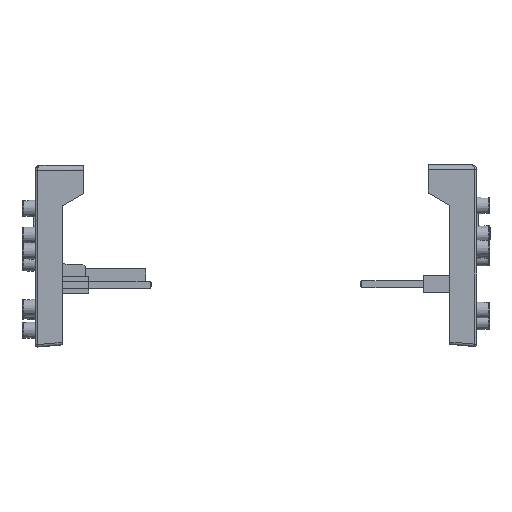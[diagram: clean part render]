
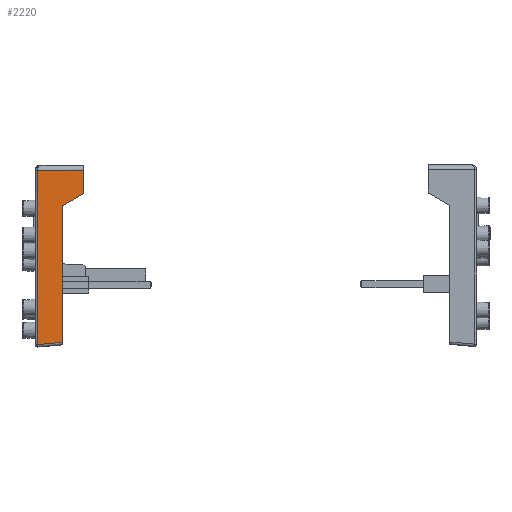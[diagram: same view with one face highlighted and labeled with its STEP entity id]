
A CAD part, left-side view. The second image highlights one B-rep face of the part: STEP entity #2220.
In plain terms, the highlighted planar face has unit normal (-1, 0, 0).
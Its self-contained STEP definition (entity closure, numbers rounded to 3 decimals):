
#1288=CIRCLE('',#20410,0.5);
#2220=ADVANCED_FACE('',(#3895),#3082,.T.);
#3082=PLANE('',#20959);
#3895=FACE_OUTER_BOUND('',#4970,.T.);
#4970=EDGE_LOOP('',(#8640,#8641,#8642,#8643,#8644,#8645,#8646));
#8640=ORIENTED_EDGE('',*,*,#14614,.F.);
#8641=ORIENTED_EDGE('',*,*,#14615,.F.);
#8642=ORIENTED_EDGE('',*,*,#14266,.F.);
#8643=ORIENTED_EDGE('',*,*,#13789,.F.);
#8644=ORIENTED_EDGE('',*,*,#13786,.T.);
#8645=ORIENTED_EDGE('',*,*,#13783,.F.);
#8646=ORIENTED_EDGE('',*,*,#14616,.F.);
#11574=VERTEX_POINT('',#28680);
#11596=VERTEX_POINT('',#28740);
#11597=VERTEX_POINT('',#28742);
#11599=VERTEX_POINT('',#28748);
#11601=VERTEX_POINT('',#28754);
#11926=VERTEX_POINT('',#29786);
#12133=VERTEX_POINT('',#30911);
#13783=EDGE_CURVE('',#11596,#11597,#16522,.T.);
#13786=EDGE_CURVE('',#11599,#11597,#16525,.T.);
#13789=EDGE_CURVE('',#11599,#11601,#1288,.T.);
#14266=EDGE_CURVE('',#11601,#11926,#16839,.T.);
#14614=EDGE_CURVE('',#11574,#12133,#17061,.T.);
#14615=EDGE_CURVE('',#11926,#11574,#17062,.T.);
#14616=EDGE_CURVE('',#12133,#11596,#17063,.T.);
#16522=LINE('',#28741,#18618);
#16525=LINE('',#28747,#18621);
#16839=LINE('',#29785,#18935);
#17061=LINE('',#30910,#19157);
#17062=LINE('',#30912,#19158);
#17063=LINE('',#30913,#19159);
#18618=VECTOR('',#23097,1.);
#18621=VECTOR('',#23102,1.);
#18935=VECTOR('',#24038,1.);
#19157=VECTOR('',#24740,1.);
#19158=VECTOR('',#24741,1.);
#19159=VECTOR('',#24742,1.);
#20410=AXIS2_PLACEMENT_3D('',#28753,#23108,#23109);
#20959=AXIS2_PLACEMENT_3D('',#30914,#24743,#24744);
#23097=DIRECTION('',(0.,0.,-1.));
#23102=DIRECTION('',(0.,-0.866,0.5));
#23108=DIRECTION('',(-1.,0.,0.));
#23109=DIRECTION('',(0.,0.866,0.5));
#24038=DIRECTION('',(0.,0.,-1.));
#24740=DIRECTION('',(0.,0.,1.));
#24741=DIRECTION('',(0.,0.996,-0.087));
#24742=DIRECTION('',(0.,-1.,0.));
#24743=DIRECTION('',(-1.,0.,0.));
#24744=DIRECTION('',(0.,1.,0.));
#28680=CARTESIAN_POINT('',(-3.81,42.186,87.444));
#28740=CARTESIAN_POINT('',(-3.81,32.586,123.498));
#28741=CARTESIAN_POINT('',(-3.81,32.586,124.498));
#28742=CARTESIAN_POINT('',(-3.81,32.586,118.698));
#28747=CARTESIAN_POINT('',(-3.81,33.992,117.886));
#28748=CARTESIAN_POINT('',(-3.81,36.836,116.244));
#28753=CARTESIAN_POINT('',(-3.81,36.586,115.811));
#28754=CARTESIAN_POINT('',(-3.81,37.086,115.811));
#29785=CARTESIAN_POINT('',(-3.81,37.086,124.498));
#29786=CARTESIAN_POINT('',(-3.81,37.086,87.89));
#30910=CARTESIAN_POINT('',(-3.81,42.186,115.098));
#30911=CARTESIAN_POINT('',(-3.81,42.186,123.498));
#30912=CARTESIAN_POINT('',(-3.81,35.529,88.026));
#30913=CARTESIAN_POINT('',(-3.81,37.086,123.498));
#30914=CARTESIAN_POINT('',(-3.81,37.086,124.498));
